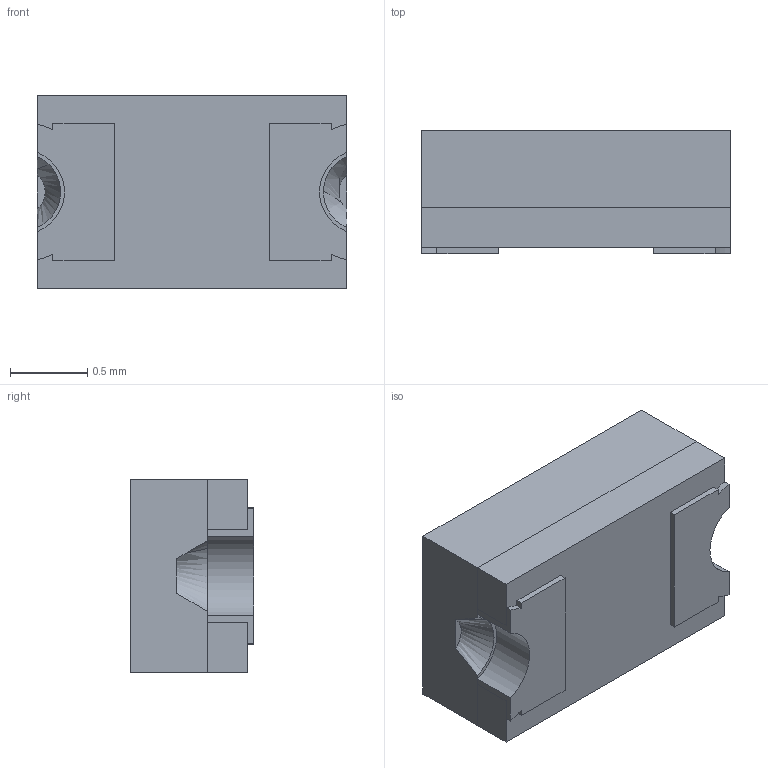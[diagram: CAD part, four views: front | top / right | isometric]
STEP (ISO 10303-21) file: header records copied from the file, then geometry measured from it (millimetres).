
FILE_DESCRIPTION (( 'STEP AP203' ), '1' );
FILE_NAME ('SML-M1.STEP', '2011-02-15T10:07:06', ( '' ), ( '' ), 'SwSTEP 2.0', 'SolidWorks 2006104', '' );
FILE_SCHEMA (( 'CONFIG_CONTROL_DESIGN' ));
Length unit declared in the file: millimetre
Products named in the file (1): SML-M1
Bounding box: 2 x 0.8 x 1.25 mm (x, y, z)
Volume: 1.9 mm3; surface area: 22.3 mm2
Topology: 5 solids, 5 shells, 69 faces, 170 edges, 112 vertices
Faces by surface type: plane 55, cylinder 10, bspline 4
Entity records: 2244 total; most frequent: CARTESIAN_POINT 534, ORIENTED_EDGE 340, DIRECTION 322, EDGE_CURVE 170, VECTOR 136, LINE 136, VERTEX_POINT 112, AXIS2_PLACEMENT_3D 93
